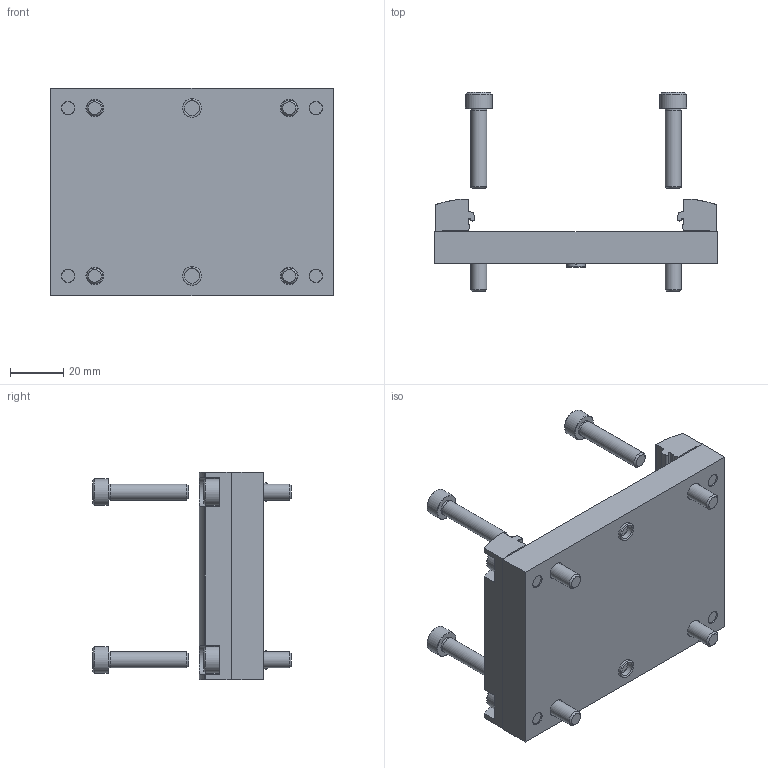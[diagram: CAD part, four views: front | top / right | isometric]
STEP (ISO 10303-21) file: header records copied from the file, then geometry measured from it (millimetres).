
FILE_DESCRIPTION(/* description */ ('STEP AP214'),/* implementation_level */ '2;1');
FILE_NAME(/* name */ '8066716_EHAA-D-L2-80-L2-80',/* time_stamp */ '2024-08-27T15:15:09+02:00',/* author */ ('License CC BY-ND 4.0'),/* organization */ ('CADENAS'),/* preprocessor_version */ 'ST-DEVELOPER v19.3',/* originating_system */ 'PARTsolutions',/* authorisation */ ' ');
FILE_SCHEMA (('AUTOMOTIVE_DESIGN {1 0 10303 214 3 1 1}'));
Length unit declared in the file: millimetre
Products named in the file (6): 8066716 EHAA-D-L2-80-L2-80; 5269120 EHAA-D-L2-80-L2-80---(p); 4633286 EAHF-L2-45-P-D4---(c); DIN-912 - M6x16(F); DIN-912 - M6x30(F); 8146544 ZBH-7-B
Assembly tree (17 placements, depth 2):
  8066716 EHAA-D-L2-80-L2-80
    5269120 EHAA-D-L2-80-L2-80---(p)
    4633286 EAHF-L2-45-P-D4---(c)  x2
    DIN-912 - M6x16(F)  x8
    DIN-912 - M6x30(F)  x4
    8146544 ZBH-7-B  x2
Bounding box: 106 x 74.6 x 78 mm (x, y, z)
Volume: 125343.4 mm3; surface area: 41333.6 mm2
Topology: 17 solids, 17 shells, 476 faces, 1016 edges, 588 vertices
Faces by surface type: plane 242, cone 136, cylinder 94, torus 4
Full cylindrical faces by diameter (mm): 4.917 x4, 6 x12, 6.6 x4, 7 x2, 10 x12, 11 x4
Entity records: 4146 total; most frequent: CARTESIAN_POINT 764, DIRECTION 709, ORIENTED_EDGE 582, EDGE_CURVE 291, AXIS2_PLACEMENT_3D 285, FACE_BOUND 201, VERTEX_POINT 200, EDGE_LOOP 199
